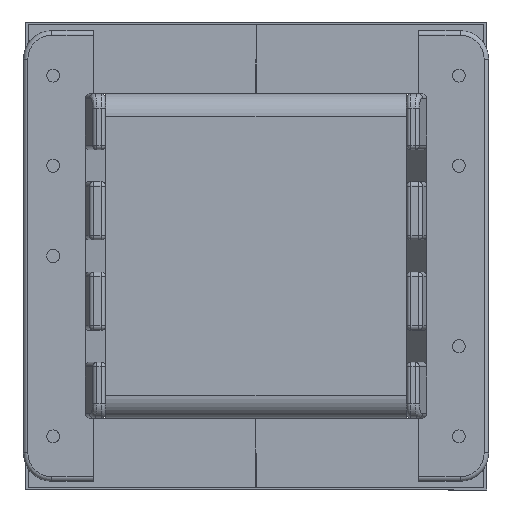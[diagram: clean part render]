
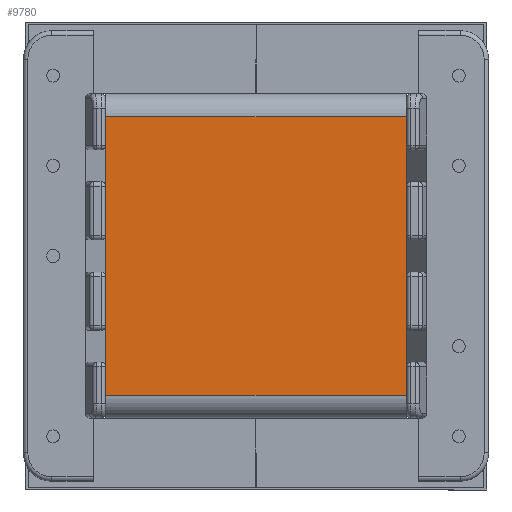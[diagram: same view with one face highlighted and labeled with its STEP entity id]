
A CAD part, front view. The second image highlights one B-rep face of the part: STEP entity #9780.
In plain terms, the highlighted face is planar.
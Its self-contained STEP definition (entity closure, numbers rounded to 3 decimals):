
#491 = DIRECTION ( 'NONE',  ( 0., 0., 1. ) ) ;
#651 = CARTESIAN_POINT ( 'NONE',  ( 9.41, -14.13, -16.7 ) ) ;
#1006 = EDGE_CURVE ( 'NONE', #9466, #11160, #3035, .T. ) ;
#1066 = CARTESIAN_POINT ( 'NONE',  ( 9.41, -14.13, 0. ) ) ;
#1501 = EDGE_LOOP ( 'NONE', ( #8008, #3134, #7836, #9464 ) ) ;
#1561 = VECTOR ( 'NONE', #4526, 1000. ) ;
#2334 = DIRECTION ( 'NONE',  ( 0., 0., 1. ) ) ;
#3035 = LINE ( 'NONE', #8781, #1561 ) ;
#3134 = ORIENTED_EDGE ( 'NONE', *, *, #5080, .F. ) ;
#3567 = CARTESIAN_POINT ( 'NONE',  ( 9.41, 1.33, 0. ) ) ;
#3599 = DIRECTION ( 'NONE',  ( 0., 1., 0. ) ) ;
#3830 = CARTESIAN_POINT ( 'NONE',  ( 9.41, 1.33, 0. ) ) ;
#3894 = CARTESIAN_POINT ( 'NONE',  ( 9.41, 1.33, -16.7 ) ) ;
#4497 = VECTOR ( 'NONE', #5283, 1000. ) ;
#4526 = DIRECTION ( 'NONE',  ( 0., 1., 0. ) ) ;
#4761 = CARTESIAN_POINT ( 'NONE',  ( 9.41, 1.33, -16.7 ) ) ;
#5080 = EDGE_CURVE ( 'NONE', #9466, #11051, #10922, .T. ) ;
#5083 = VECTOR ( 'NONE', #491, 1000. ) ;
#5149 = EDGE_CURVE ( 'NONE', #11160, #8429, #7540, .T. ) ;
#5224 = FACE_OUTER_BOUND ( 'NONE', #1501, .T. ) ;
#5283 = DIRECTION ( 'NONE',  ( 0., 1., 0. ) ) ;
#5357 = VECTOR ( 'NONE', #2334, 1000. ) ;
#5570 = AXIS2_PLACEMENT_3D ( 'NONE', #7108, #7983, #3599 ) ;
#7108 = CARTESIAN_POINT ( 'NONE',  ( 9.41, 1.33, -16.7 ) ) ;
#7109 = EDGE_CURVE ( 'NONE', #11051, #8429, #7626, .T. ) ;
#7540 = LINE ( 'NONE', #4761, #5083 ) ;
#7626 = LINE ( 'NONE', #3567, #4497 ) ;
#7836 = ORIENTED_EDGE ( 'NONE', *, *, #1006, .T. ) ;
#7983 = DIRECTION ( 'NONE',  ( 1., 0., 0. ) ) ;
#8008 = ORIENTED_EDGE ( 'NONE', *, *, #7109, .F. ) ;
#8429 = VERTEX_POINT ( 'NONE', #3830 ) ;
#8781 = CARTESIAN_POINT ( 'NONE',  ( 9.41, 1.33, -16.7 ) ) ;
#9464 = ORIENTED_EDGE ( 'NONE', *, *, #5149, .T. ) ;
#9466 = VERTEX_POINT ( 'NONE', #10720 ) ;
#9780 = ADVANCED_FACE ( 'NONE', ( #5224 ), #10268, .T. ) ;
#10268 = PLANE ( 'NONE',  #5570 ) ;
#10720 = CARTESIAN_POINT ( 'NONE',  ( 9.41, -14.13, -16.7 ) ) ;
#10922 = LINE ( 'NONE', #651, #5357 ) ;
#11051 = VERTEX_POINT ( 'NONE', #1066 ) ;
#11160 = VERTEX_POINT ( 'NONE', #3894 ) ;
